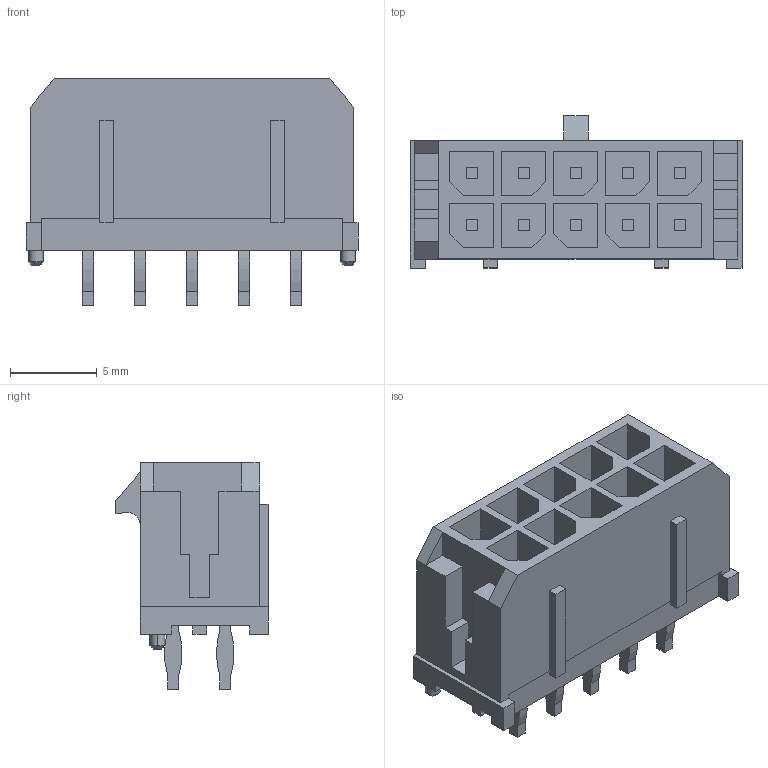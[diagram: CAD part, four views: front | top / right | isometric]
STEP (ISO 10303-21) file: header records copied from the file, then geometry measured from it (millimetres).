
FILE_DESCRIPTION((''),'2;1');
FILE_NAME('449141001','2016-02-26T',('ME'),(''),'PRO/ENGINEER BY PARAMETRIC TECHNOLOGY CORPORATION, 2012310','PRO/ENGINEER BY PARAMETRIC TECHNOLOGY CORPORATION, 2012310','');
FILE_SCHEMA(('CONFIG_CONTROL_DESIGN'));
Length unit declared in the file: millimetre
Products named in the file (1): 449141001
Bounding box: 19.15 x 8.77 x 13.09 mm (x, y, z)
Volume: 788.3 mm3; surface area: 1644.3 mm2
Topology: 11 solids, 11 shells, 294 faces, 780 edges, 529 vertices
Faces by surface type: plane 265, cylinder 25, cone 4
Entity records: 8969 total; most frequent: CARTESIAN_POINT 1569, ORIENTED_EDGE 1494, DIRECTION 1448, EDGE_CURVE 747, VECTOR 702, LINE 702, VERTEX_POINT 494, AXIS2_PLACEMENT_3D 373
